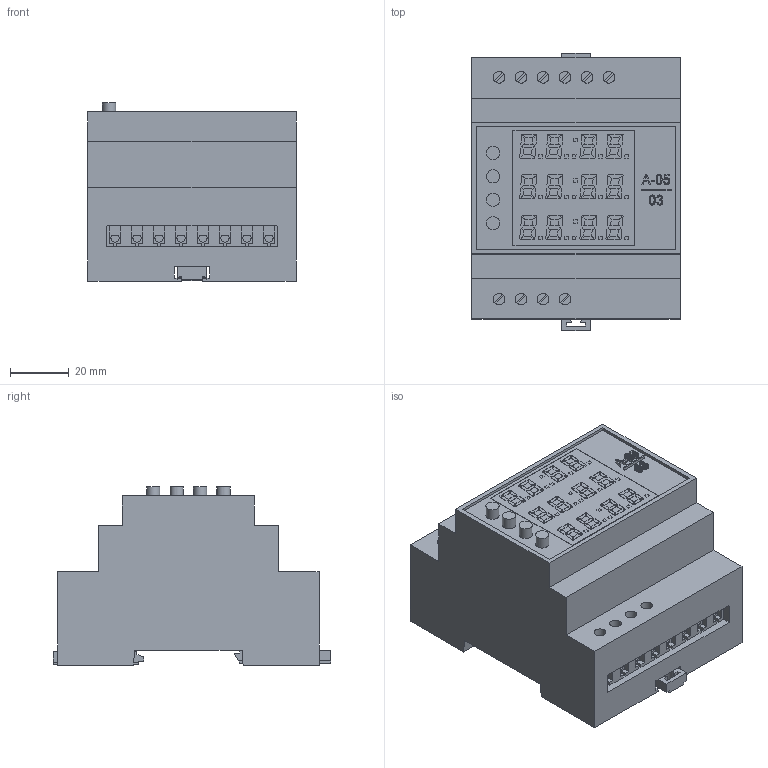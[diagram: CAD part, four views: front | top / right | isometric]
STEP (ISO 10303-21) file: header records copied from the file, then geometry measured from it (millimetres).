
FILE_DESCRIPTION(('STEP AP214'), '1');
FILE_NAME('À-05-03', '', ('UNSPECIFIED'), ('UNSPECIFIED'), 'ASCON STEP Converter 1.3', 'ASCON Math Kernel', '');
FILE_SCHEMA(('AUTOMOTIVE_DESIGN { 1 0 10303 214 3 1 1}'));
Length unit declared in the file: millimetre
Products named in the file (1): 玹襖.991002.012
Bounding box: 71 x 94.7 x 60.79 mm (x, y, z)
Volume: 61637.6 mm3; surface area: 65732.3 mm2
Topology: 2 solids, 9 shells, 1347 faces, 3545 edges, 2362 vertices
Faces by surface type: plane 1011, cylinder 336
Full cylindrical faces by diameter (mm): 4 x10, 4.5 x4
Entity records: 52109 total; most frequent: CARTESIAN_POINT 7241, ORIENTED_EDGE 7062, DIRECTION 6939, EDGE_CURVE 3531, LINE 2819, VECTOR 2819, VERTEX_POINT 2362, AXIS2_PLACEMENT_3D 2060
